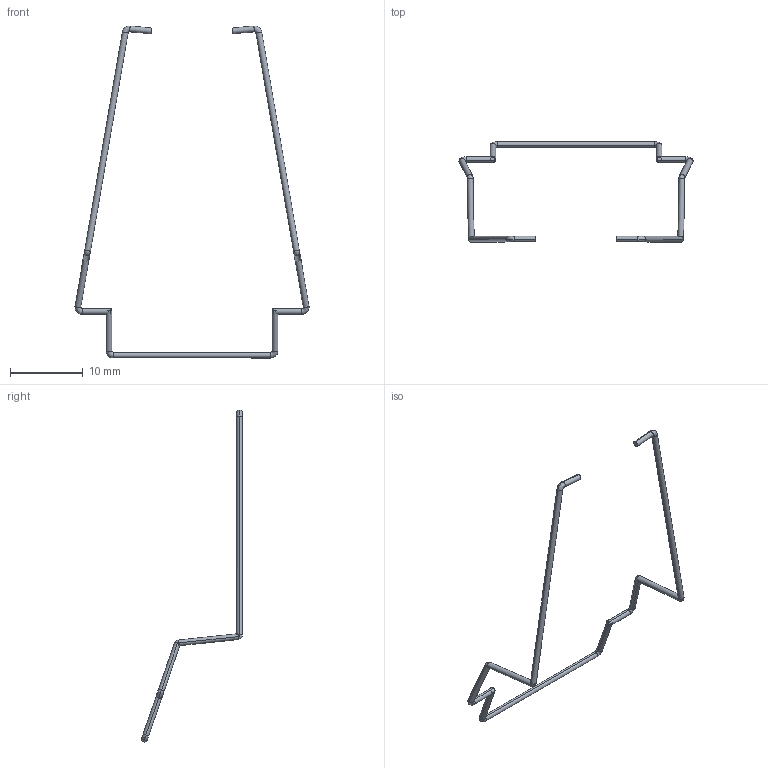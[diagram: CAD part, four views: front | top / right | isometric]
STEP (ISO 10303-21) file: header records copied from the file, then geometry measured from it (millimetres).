
FILE_DESCRIPTION((''),'2;1');
FILE_NAME('RXZ400-3D','2020-12-01T16:06:25',('SESA231899'),('Schneider-Electric'),'CREO PARAMETRIC BY PTC INC, 2019164','CREO PARAMETRIC BY PTC INC, 2019164','');
FILE_SCHEMA(('AP242_MANAGED_MODEL_BASED_3D_ENGINEERING_MIM_LF { 1 0 10303 442 1 1 4 }'));
Length unit declared in the file: millimetre
Products named in the file (1): RXZ400-3D
Bounding box: 32.12 x 13.84 x 45.56 mm (x, y, z)
Volume: 72.6 mm3; surface area: 369.1 mm2
Topology: 1 solids, 1 shells, 52 faces, 102 edges, 52 vertices
Faces by surface type: cylinder 26, bspline 20, torus 4, plane 2
Entity records: 33175 total; most frequent: CARTESIAN_POINT 31338, POLYLINE 462, DIRECTION 246, ORIENTED_EDGE 204, AXIS2_PLACEMENT_3D 110, EDGE_CURVE 102, VERTEX_POINT 52, EDGE_LOOP 52
